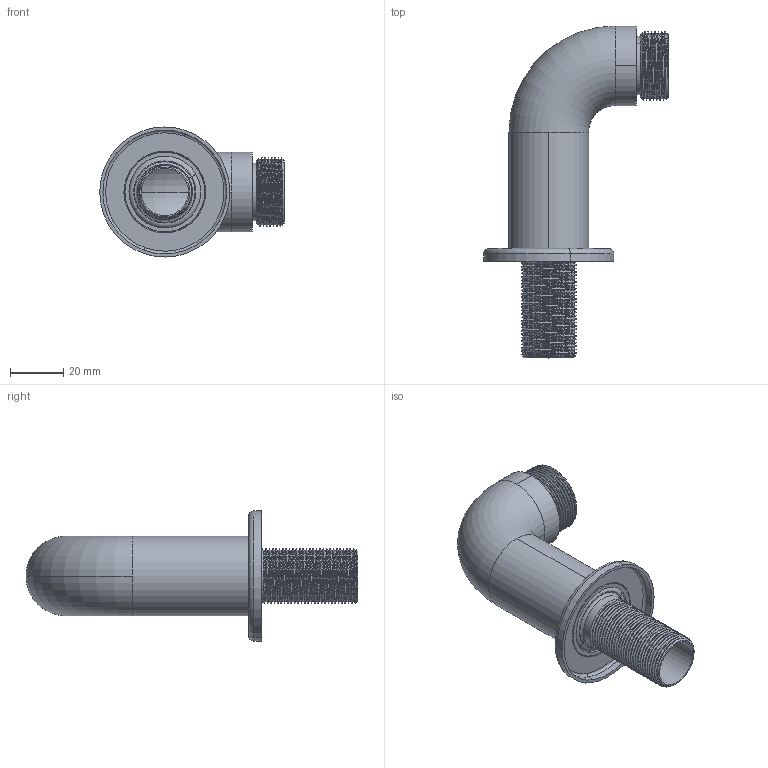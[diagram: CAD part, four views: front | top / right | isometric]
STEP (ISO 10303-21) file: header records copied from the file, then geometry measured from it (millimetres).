
FILE_DESCRIPTION (( 'STEP AP203' ), '1' );
FILE_NAME ('BO0243_A1.STEP', '2025-01-09T06:29:50', ( '' ), ( '' ), 'SwSTEP 2.0', 'SolidWorks 2021', '' );
FILE_SCHEMA (( 'CONFIG_CONTROL_DESIGN' ));
Length unit declared in the file: millimetre
Products named in the file (1): BO0243_A1
Bounding box: 69.5 x 125 x 49 mm (x, y, z)
Volume: 23174.1 mm3; surface area: 32851 mm2
Topology: 4 solids, 4 shells, 152 faces, 393 edges, 256 vertices
Faces by surface type: cylinder 100, torus 19, plane 16, cone 11, bspline 6
Entity records: 10734 total; most frequent: CARTESIAN_POINT 7324, ORIENTED_EDGE 786, DIRECTION 636, EDGE_CURVE 393, AXIS2_PLACEMENT_3D 263, VERTEX_POINT 256, EDGE_LOOP 167, FACE_OUTER_BOUND 152
